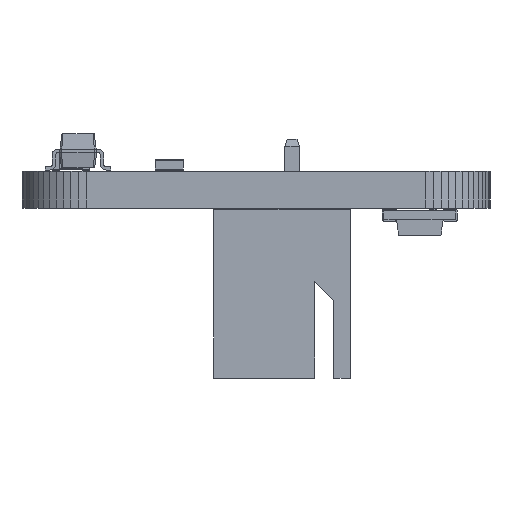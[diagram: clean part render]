
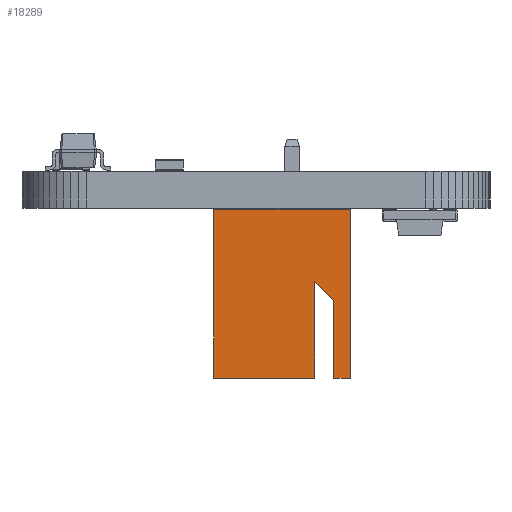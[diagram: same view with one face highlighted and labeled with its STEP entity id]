
A CAD part, front view. The second image highlights one B-rep face of the part: STEP entity #18289.
In plain terms, the highlighted face is planar.
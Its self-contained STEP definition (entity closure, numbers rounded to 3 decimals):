
#15001 = PLANE('',#15002);
#15002 = AXIS2_PLACEMENT_3D('',#15003,#15004,#15005);
#15003 = CARTESIAN_POINT('',(6.087,-2.489,0.711));
#15004 = DIRECTION('',(0.,-1.,0.));
#15005 = DIRECTION('',(0.,0.,-1.));
#15057 = PLANE('',#15058);
#15058 = AXIS2_PLACEMENT_3D('',#15059,#15060,#15061);
#15059 = CARTESIAN_POINT('',(5.376,-1.778,7.214));
#15060 = DIRECTION('',(0.,-1.,0.));
#15061 = DIRECTION('',(1.,0.,0.));
#15259 = PLANE('',#15260);
#15260 = AXIS2_PLACEMENT_3D('',#15261,#15262,#15263);
#15261 = CARTESIAN_POINT('',(-6.087,3.353,0.711));
#15262 = DIRECTION('',(0.,1.,0.));
#15263 = DIRECTION('',(0.,-0.,1.));
#15285 = PLANE('',#15286);
#15286 = AXIS2_PLACEMENT_3D('',#15287,#15288,#15289);
#15287 = CARTESIAN_POINT('',(0.,0.,0.));
#15288 = DIRECTION('',(0.,0.,-1.));
#15289 = DIRECTION('',(-1.,0.,0.));
#15678 = VERTEX_POINT('',#15679);
#15679 = CARTESIAN_POINT('',(6.087,-2.489,0.));
#15804 = VERTEX_POINT('',#15805);
#15805 = CARTESIAN_POINT('',(6.087,3.353,0.));
#15826 = EDGE_CURVE('',#15804,#15678,#15827,.T.);
#15827 = SURFACE_CURVE('',#15828,(#15832,#15839),.PCURVE_S1.);
#15828 = LINE('',#15829,#15830);
#15829 = CARTESIAN_POINT('',(6.087,3.353,0.));
#15830 = VECTOR('',#15831,1.);
#15831 = DIRECTION('',(0.,-1.,0.));
#15832 = PCURVE('',#15285,#15833);
#15833 = DEFINITIONAL_REPRESENTATION('',(#15834),#15838);
#15834 = LINE('',#15835,#15836);
#15835 = CARTESIAN_POINT('',(-6.087,3.353));
#15836 = VECTOR('',#15837,1.);
#15837 = DIRECTION('',(0.,-1.));
#15838 = ( GEOMETRIC_REPRESENTATION_CONTEXT(2) 
PARAMETRIC_REPRESENTATION_CONTEXT() REPRESENTATION_CONTEXT('2D SPACE',''
  ) );
#15839 = PCURVE('',#15840,#15845);
#15840 = PLANE('',#15841);
#15841 = AXIS2_PLACEMENT_3D('',#15842,#15843,#15844);
#15842 = CARTESIAN_POINT('',(6.087,3.353,0.711));
#15843 = DIRECTION('',(1.,0.,0.));
#15844 = DIRECTION('',(0.,0.,-1.));
#15845 = DEFINITIONAL_REPRESENTATION('',(#15846),#15850);
#15846 = LINE('',#15847,#15848);
#15847 = CARTESIAN_POINT('',(0.711,0.));
#15848 = VECTOR('',#15849,1.);
#15849 = DIRECTION('',(0.,-1.));
#15850 = ( GEOMETRIC_REPRESENTATION_CONTEXT(2) 
PARAMETRIC_REPRESENTATION_CONTEXT() REPRESENTATION_CONTEXT('2D SPACE',''
  ) );
#15858 = VERTEX_POINT('',#15859);
#15859 = CARTESIAN_POINT('',(6.087,3.353,7.214));
#15873 = PLANE('',#15874);
#15874 = AXIS2_PLACEMENT_3D('',#15875,#15876,#15877);
#15875 = CARTESIAN_POINT('',(0.,0.,7.214));
#15876 = DIRECTION('',(0.,0.,-1.));
#15877 = DIRECTION('',(-1.,0.,0.));
#15885 = EDGE_CURVE('',#15858,#15804,#15886,.T.);
#15886 = SURFACE_CURVE('',#15887,(#15891,#15898),.PCURVE_S1.);
#15887 = LINE('',#15888,#15889);
#15888 = CARTESIAN_POINT('',(6.087,3.353,0.711));
#15889 = VECTOR('',#15890,1.);
#15890 = DIRECTION('',(0.,0.,-1.));
#15891 = PCURVE('',#15259,#15892);
#15892 = DEFINITIONAL_REPRESENTATION('',(#15893),#15897);
#15893 = LINE('',#15894,#15895);
#15894 = CARTESIAN_POINT('',(0.,12.174));
#15895 = VECTOR('',#15896,1.);
#15896 = DIRECTION('',(-1.,0.));
#15897 = ( GEOMETRIC_REPRESENTATION_CONTEXT(2) 
PARAMETRIC_REPRESENTATION_CONTEXT() REPRESENTATION_CONTEXT('2D SPACE',''
  ) );
#15898 = PCURVE('',#15840,#15899);
#15899 = DEFINITIONAL_REPRESENTATION('',(#15900),#15904);
#15900 = LINE('',#15901,#15902);
#15901 = CARTESIAN_POINT('',(0.,0.));
#15902 = VECTOR('',#15903,1.);
#15903 = DIRECTION('',(1.,0.));
#15904 = ( GEOMETRIC_REPRESENTATION_CONTEXT(2) 
PARAMETRIC_REPRESENTATION_CONTEXT() REPRESENTATION_CONTEXT('2D SPACE',''
  ) );
#16835 = EDGE_CURVE('',#16836,#15678,#16838,.T.);
#16836 = VERTEX_POINT('',#16837);
#16837 = CARTESIAN_POINT('',(6.087,-2.489,7.214));
#16838 = SURFACE_CURVE('',#16839,(#16843,#16850),.PCURVE_S1.);
#16839 = LINE('',#16840,#16841);
#16840 = CARTESIAN_POINT('',(6.087,-2.489,0.711));
#16841 = VECTOR('',#16842,1.);
#16842 = DIRECTION('',(0.,0.,-1.));
#16843 = PCURVE('',#15001,#16844);
#16844 = DEFINITIONAL_REPRESENTATION('',(#16845),#16849);
#16845 = LINE('',#16846,#16847);
#16846 = CARTESIAN_POINT('',(0.,0.));
#16847 = VECTOR('',#16848,1.);
#16848 = DIRECTION('',(1.,0.));
#16849 = ( GEOMETRIC_REPRESENTATION_CONTEXT(2) 
PARAMETRIC_REPRESENTATION_CONTEXT() REPRESENTATION_CONTEXT('2D SPACE',''
  ) );
#16850 = PCURVE('',#15840,#16851);
#16851 = DEFINITIONAL_REPRESENTATION('',(#16852),#16856);
#16852 = LINE('',#16853,#16854);
#16853 = CARTESIAN_POINT('',(0.,-5.842));
#16854 = VECTOR('',#16855,1.);
#16855 = DIRECTION('',(1.,0.));
#16856 = ( GEOMETRIC_REPRESENTATION_CONTEXT(2) 
PARAMETRIC_REPRESENTATION_CONTEXT() REPRESENTATION_CONTEXT('2D SPACE',''
  ) );
#16874 = PLANE('',#16875);
#16875 = AXIS2_PLACEMENT_3D('',#16876,#16877,#16878);
#16876 = CARTESIAN_POINT('',(0.,0.,7.214));
#16877 = DIRECTION('',(0.,0.,-1.));
#16878 = DIRECTION('',(-1.,0.,0.));
#18159 = PLANE('',#18160);
#18160 = AXIS2_PLACEMENT_3D('',#18161,#18162,#18163);
#18161 = CARTESIAN_POINT('',(6.087,-0.965,3.073));
#18162 = DIRECTION('',(0.,-1.,0.));
#18163 = DIRECTION('',(0.,0.,-1.));
#18185 = PLANE('',#18186);
#18186 = AXIS2_PLACEMENT_3D('',#18187,#18188,#18189);
#18187 = CARTESIAN_POINT('',(6.087,-1.778,3.886));
#18188 = DIRECTION('',(0.,0.707,0.707));
#18189 = DIRECTION('',(0.,-0.707,0.707));
#18224 = EDGE_CURVE('',#15858,#18225,#18227,.T.);
#18225 = VERTEX_POINT('',#18226);
#18226 = CARTESIAN_POINT('',(6.087,-0.965,7.214));
#18227 = SURFACE_CURVE('',#18228,(#18232,#18239),.PCURVE_S1.);
#18228 = LINE('',#18229,#18230);
#18229 = CARTESIAN_POINT('',(6.087,3.353,7.214));
#18230 = VECTOR('',#18231,1.);
#18231 = DIRECTION('',(0.,-1.,0.));
#18232 = PCURVE('',#15873,#18233);
#18233 = DEFINITIONAL_REPRESENTATION('',(#18234),#18238);
#18234 = LINE('',#18235,#18236);
#18235 = CARTESIAN_POINT('',(-6.087,3.353));
#18236 = VECTOR('',#18237,1.);
#18237 = DIRECTION('',(0.,-1.));
#18238 = ( GEOMETRIC_REPRESENTATION_CONTEXT(2) 
PARAMETRIC_REPRESENTATION_CONTEXT() REPRESENTATION_CONTEXT('2D SPACE',''
  ) );
#18239 = PCURVE('',#15840,#18240);
#18240 = DEFINITIONAL_REPRESENTATION('',(#18241),#18245);
#18241 = LINE('',#18242,#18243);
#18242 = CARTESIAN_POINT('',(-6.502,0.));
#18243 = VECTOR('',#18244,1.);
#18244 = DIRECTION('',(0.,-1.));
#18245 = ( GEOMETRIC_REPRESENTATION_CONTEXT(2) 
PARAMETRIC_REPRESENTATION_CONTEXT() REPRESENTATION_CONTEXT('2D SPACE',''
  ) );
#18289 = ADVANCED_FACE('',(#18290),#15840,.T.);
#18290 = FACE_BOUND('',#18291,.T.);
#18291 = EDGE_LOOP('',(#18292,#18317,#18338,#18339,#18340,#18341,#18342,
    #18365));
#18292 = ORIENTED_EDGE('',*,*,#18293,.F.);
#18293 = EDGE_CURVE('',#18294,#18296,#18298,.T.);
#18294 = VERTEX_POINT('',#18295);
#18295 = CARTESIAN_POINT('',(6.087,-1.778,7.214));
#18296 = VERTEX_POINT('',#18297);
#18297 = CARTESIAN_POINT('',(6.087,-1.778,3.886));
#18298 = SURFACE_CURVE('',#18299,(#18303,#18310),.PCURVE_S1.);
#18299 = LINE('',#18300,#18301);
#18300 = CARTESIAN_POINT('',(6.087,-1.778,7.214));
#18301 = VECTOR('',#18302,1.);
#18302 = DIRECTION('',(0.,0.,-1.));
#18303 = PCURVE('',#15840,#18304);
#18304 = DEFINITIONAL_REPRESENTATION('',(#18305),#18309);
#18305 = LINE('',#18306,#18307);
#18306 = CARTESIAN_POINT('',(-6.502,-5.131));
#18307 = VECTOR('',#18308,1.);
#18308 = DIRECTION('',(1.,0.));
#18309 = ( GEOMETRIC_REPRESENTATION_CONTEXT(2) 
PARAMETRIC_REPRESENTATION_CONTEXT() REPRESENTATION_CONTEXT('2D SPACE',''
  ) );
#18310 = PCURVE('',#15057,#18311);
#18311 = DEFINITIONAL_REPRESENTATION('',(#18312),#18316);
#18312 = LINE('',#18313,#18314);
#18313 = CARTESIAN_POINT('',(0.711,0.));
#18314 = VECTOR('',#18315,1.);
#18315 = DIRECTION('',(0.,-1.));
#18316 = ( GEOMETRIC_REPRESENTATION_CONTEXT(2) 
PARAMETRIC_REPRESENTATION_CONTEXT() REPRESENTATION_CONTEXT('2D SPACE',''
  ) );
#18317 = ORIENTED_EDGE('',*,*,#18318,.T.);
#18318 = EDGE_CURVE('',#18294,#16836,#18319,.T.);
#18319 = SURFACE_CURVE('',#18320,(#18324,#18331),.PCURVE_S1.);
#18320 = LINE('',#18321,#18322);
#18321 = CARTESIAN_POINT('',(6.087,3.353,7.214));
#18322 = VECTOR('',#18323,1.);
#18323 = DIRECTION('',(0.,-1.,0.));
#18324 = PCURVE('',#15840,#18325);
#18325 = DEFINITIONAL_REPRESENTATION('',(#18326),#18330);
#18326 = LINE('',#18327,#18328);
#18327 = CARTESIAN_POINT('',(-6.502,0.));
#18328 = VECTOR('',#18329,1.);
#18329 = DIRECTION('',(0.,-1.));
#18330 = ( GEOMETRIC_REPRESENTATION_CONTEXT(2) 
PARAMETRIC_REPRESENTATION_CONTEXT() REPRESENTATION_CONTEXT('2D SPACE',''
  ) );
#18331 = PCURVE('',#16874,#18332);
#18332 = DEFINITIONAL_REPRESENTATION('',(#18333),#18337);
#18333 = LINE('',#18334,#18335);
#18334 = CARTESIAN_POINT('',(-6.087,3.353));
#18335 = VECTOR('',#18336,1.);
#18336 = DIRECTION('',(0.,-1.));
#18337 = ( GEOMETRIC_REPRESENTATION_CONTEXT(2) 
PARAMETRIC_REPRESENTATION_CONTEXT() REPRESENTATION_CONTEXT('2D SPACE',''
  ) );
#18338 = ORIENTED_EDGE('',*,*,#16835,.T.);
#18339 = ORIENTED_EDGE('',*,*,#15826,.F.);
#18340 = ORIENTED_EDGE('',*,*,#15885,.F.);
#18341 = ORIENTED_EDGE('',*,*,#18224,.T.);
#18342 = ORIENTED_EDGE('',*,*,#18343,.F.);
#18343 = EDGE_CURVE('',#18344,#18225,#18346,.T.);
#18344 = VERTEX_POINT('',#18345);
#18345 = CARTESIAN_POINT('',(6.087,-0.965,3.073));
#18346 = SURFACE_CURVE('',#18347,(#18351,#18358),.PCURVE_S1.);
#18347 = LINE('',#18348,#18349);
#18348 = CARTESIAN_POINT('',(6.087,-0.965,3.073));
#18349 = VECTOR('',#18350,1.);
#18350 = DIRECTION('',(0.,0.,1.));
#18351 = PCURVE('',#15840,#18352);
#18352 = DEFINITIONAL_REPRESENTATION('',(#18353),#18357);
#18353 = LINE('',#18354,#18355);
#18354 = CARTESIAN_POINT('',(-2.362,-4.318));
#18355 = VECTOR('',#18356,1.);
#18356 = DIRECTION('',(-1.,0.));
#18357 = ( GEOMETRIC_REPRESENTATION_CONTEXT(2) 
PARAMETRIC_REPRESENTATION_CONTEXT() REPRESENTATION_CONTEXT('2D SPACE',''
  ) );
#18358 = PCURVE('',#18159,#18359);
#18359 = DEFINITIONAL_REPRESENTATION('',(#18360),#18364);
#18360 = LINE('',#18361,#18362);
#18361 = CARTESIAN_POINT('',(0.,0.));
#18362 = VECTOR('',#18363,1.);
#18363 = DIRECTION('',(-1.,0.));
#18364 = ( GEOMETRIC_REPRESENTATION_CONTEXT(2) 
PARAMETRIC_REPRESENTATION_CONTEXT() REPRESENTATION_CONTEXT('2D SPACE',''
  ) );
#18365 = ORIENTED_EDGE('',*,*,#18366,.F.);
#18366 = EDGE_CURVE('',#18296,#18344,#18367,.T.);
#18367 = SURFACE_CURVE('',#18368,(#18372,#18379),.PCURVE_S1.);
#18368 = LINE('',#18369,#18370);
#18369 = CARTESIAN_POINT('',(6.087,-1.778,3.886));
#18370 = VECTOR('',#18371,1.);
#18371 = DIRECTION('',(0.,0.707,-0.707));
#18372 = PCURVE('',#15840,#18373);
#18373 = DEFINITIONAL_REPRESENTATION('',(#18374),#18378);
#18374 = LINE('',#18375,#18376);
#18375 = CARTESIAN_POINT('',(-3.175,-5.131));
#18376 = VECTOR('',#18377,1.);
#18377 = DIRECTION('',(0.707,0.707));
#18378 = ( GEOMETRIC_REPRESENTATION_CONTEXT(2) 
PARAMETRIC_REPRESENTATION_CONTEXT() REPRESENTATION_CONTEXT('2D SPACE',''
  ) );
#18379 = PCURVE('',#18185,#18380);
#18380 = DEFINITIONAL_REPRESENTATION('',(#18381),#18385);
#18381 = LINE('',#18382,#18383);
#18382 = CARTESIAN_POINT('',(0.,0.));
#18383 = VECTOR('',#18384,1.);
#18384 = DIRECTION('',(-1.,0.));
#18385 = ( GEOMETRIC_REPRESENTATION_CONTEXT(2) 
PARAMETRIC_REPRESENTATION_CONTEXT() REPRESENTATION_CONTEXT('2D SPACE',''
  ) );
